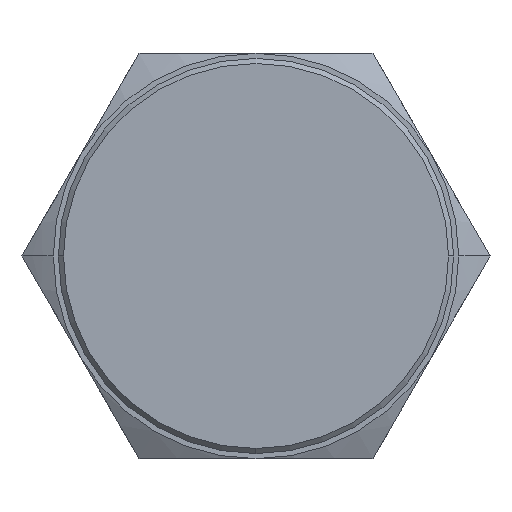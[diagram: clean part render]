
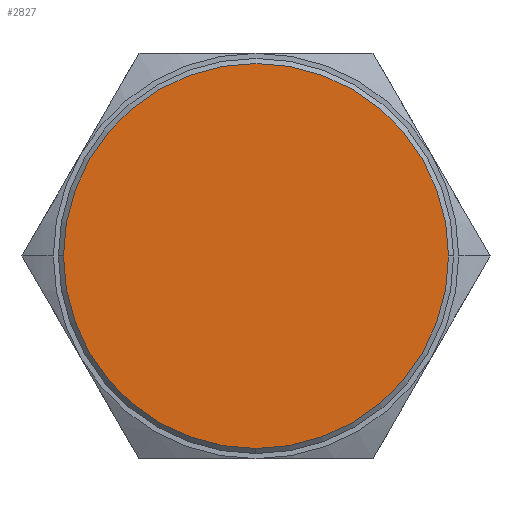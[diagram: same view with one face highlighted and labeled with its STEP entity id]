
A CAD part, left-side view. The second image highlights one B-rep face of the part: STEP entity #2827.
In plain terms, the highlighted planar face has unit normal (-1, 0, 0).
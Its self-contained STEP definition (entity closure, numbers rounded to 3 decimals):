
#498 = DIRECTION ( 'NONE',  ( -1., 0., 0. ) ) ;
#607 = EDGE_CURVE ( 'NONE', #3777, #5529, #1084, .T. ) ;
#652 = CARTESIAN_POINT ( 'NONE',  ( 0., 0., -3.8 ) ) ;
#849 = CARTESIAN_POINT ( 'NONE',  ( 0., -3.8, 0. ) ) ;
#1084 = CIRCLE ( 'NONE', #3122, 3.8 ) ;
#1123 = EDGE_LOOP ( 'NONE', ( #3797, #5009, #1885 ) ) ;
#1193 = CIRCLE ( 'NONE', #3926, 3.8 ) ;
#1237 = AXIS2_PLACEMENT_3D ( 'NONE', #2681, #4058, #1241 ) ;
#1241 = DIRECTION ( 'NONE',  ( 0., -1., 0. ) ) ;
#1350 = CARTESIAN_POINT ( 'NONE',  ( 0., 0., 0. ) ) ;
#1414 = CARTESIAN_POINT ( 'NONE',  ( 0., 3.8, 0. ) ) ;
#1885 = ORIENTED_EDGE ( 'NONE', *, *, #607, .T. ) ;
#1906 = DIRECTION ( 'NONE',  ( 0., 0., 1. ) ) ;
#1935 = PLANE ( 'NONE',  #4702 ) ;
#1963 = FACE_OUTER_BOUND ( 'NONE', #1123, .T. ) ;
#2246 = VERTEX_POINT ( 'NONE', #1414 ) ;
#2302 = CARTESIAN_POINT ( 'NONE',  ( 0., 0., 0. ) ) ;
#2681 = CARTESIAN_POINT ( 'NONE',  ( 0., 0., 0. ) ) ;
#2827 = ADVANCED_FACE ( 'NONE', ( #1963 ), #1935, .T. ) ;
#2963 = EDGE_CURVE ( 'NONE', #2246, #3777, #1193, .T. ) ;
#3122 = AXIS2_PLACEMENT_3D ( 'NONE', #2302, #5496, #5555 ) ;
#3777 = VERTEX_POINT ( 'NONE', #652 ) ;
#3797 = ORIENTED_EDGE ( 'NONE', *, *, #5947, .T. ) ;
#3879 = CIRCLE ( 'NONE', #1237, 3.8 ) ;
#3926 = AXIS2_PLACEMENT_3D ( 'NONE', #1350, #4078, #4109 ) ;
#4058 = DIRECTION ( 'NONE',  ( -1., 0., 0. ) ) ;
#4078 = DIRECTION ( 'NONE',  ( -1., 0., 0. ) ) ;
#4109 = DIRECTION ( 'NONE',  ( 0., 1., 0. ) ) ;
#4684 = CARTESIAN_POINT ( 'NONE',  ( 0., 0., 0. ) ) ;
#4702 = AXIS2_PLACEMENT_3D ( 'NONE', #4684, #498, #1906 ) ;
#5009 = ORIENTED_EDGE ( 'NONE', *, *, #2963, .T. ) ;
#5496 = DIRECTION ( 'NONE',  ( -1., 0., 0. ) ) ;
#5529 = VERTEX_POINT ( 'NONE', #849 ) ;
#5555 = DIRECTION ( 'NONE',  ( 0., 1., 0. ) ) ;
#5947 = EDGE_CURVE ( 'NONE', #5529, #2246, #3879, .T. ) ;
